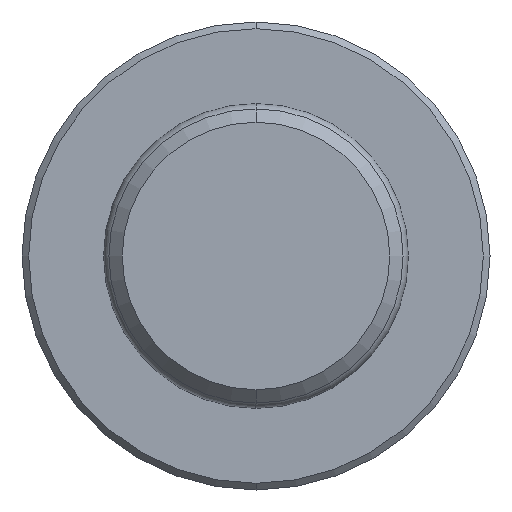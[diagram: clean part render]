
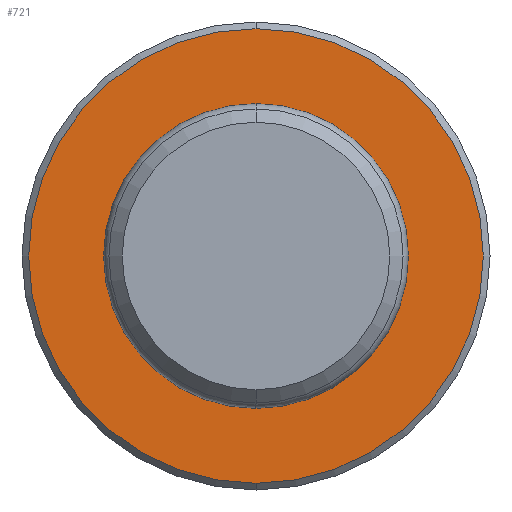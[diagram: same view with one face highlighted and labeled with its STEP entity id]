
A CAD part, front view. The second image highlights one B-rep face of the part: STEP entity #721.
In plain terms, the highlighted planar face has unit normal (0, -1, 0).
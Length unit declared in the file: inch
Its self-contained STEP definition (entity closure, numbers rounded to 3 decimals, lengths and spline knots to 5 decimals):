
#41 = VERTEX_POINT ( 'NONE', #338 ) ;
#59 = PLANE ( 'NONE',  #480 ) ;
#81 = DIRECTION ( 'NONE',  ( 0., 0., -1. ) ) ;
#98 = ORIENTED_EDGE ( 'NONE', *, *, #810, .F. ) ;
#128 = CARTESIAN_POINT ( 'NONE',  ( 0., 0.82677, 0. ) ) ;
#163 = EDGE_LOOP ( 'NONE', ( #98, #277 ) ) ;
#176 = CIRCLE ( 'NONE', #215, 0.43307 ) ;
#181 = EDGE_LOOP ( 'NONE', ( #254, #674 ) ) ;
#205 = DIRECTION ( 'NONE',  ( 0., 0., -1. ) ) ;
#206 = DIRECTION ( 'NONE',  ( 0., 0., 1. ) ) ;
#215 = AXIS2_PLACEMENT_3D ( 'NONE', #455, #865, #205 ) ;
#227 = CARTESIAN_POINT ( 'NONE',  ( 0., 0.82677, -0.43307 ) ) ;
#232 = DIRECTION ( 'NONE',  ( 0., -1., 0. ) ) ;
#233 = VERTEX_POINT ( 'NONE', #486 ) ;
#234 = DIRECTION ( 'NONE',  ( 0., -1., 0. ) ) ;
#254 = ORIENTED_EDGE ( 'NONE', *, *, #798, .T. ) ;
#260 = EDGE_CURVE ( 'NONE', #372, #333, #771, .T. ) ;
#272 = CARTESIAN_POINT ( 'NONE',  ( 0., 0.82677, 0.43307 ) ) ;
#277 = ORIENTED_EDGE ( 'NONE', *, *, #260, .F. ) ;
#299 = FACE_OUTER_BOUND ( 'NONE', #181, .T. ) ;
#333 = VERTEX_POINT ( 'NONE', #227 ) ;
#338 = CARTESIAN_POINT ( 'NONE',  ( 0., 0.82677, 0.66929 ) ) ;
#372 = VERTEX_POINT ( 'NONE', #272 ) ;
#455 = CARTESIAN_POINT ( 'NONE',  ( 0., 0.82677, 0. ) ) ;
#462 = AXIS2_PLACEMENT_3D ( 'NONE', #823, #918, #81 ) ;
#480 = AXIS2_PLACEMENT_3D ( 'NONE', #648, #515, #712 ) ;
#486 = CARTESIAN_POINT ( 'NONE',  ( 0., 0.82677, -0.66929 ) ) ;
#515 = DIRECTION ( 'NONE',  ( 0., 1., 0. ) ) ;
#594 = EDGE_CURVE ( 'NONE', #233, #41, #704, .T. ) ;
#610 = CIRCLE ( 'NONE', #782, 0.66929 ) ;
#648 = CARTESIAN_POINT ( 'NONE',  ( -0.43307, 0.82677, 0. ) ) ;
#674 = ORIENTED_EDGE ( 'NONE', *, *, #594, .T. ) ;
#696 = FACE_BOUND ( 'NONE', #163, .T. ) ;
#704 = CIRCLE ( 'NONE', #924, 0.66929 ) ;
#712 = DIRECTION ( 'NONE',  ( 0., 0., 1. ) ) ;
#721 = ADVANCED_FACE ( 'NONE', ( #299, #696 ), #59, .F. ) ;
#771 = CIRCLE ( 'NONE', #462, 0.43307 ) ;
#782 = AXIS2_PLACEMENT_3D ( 'NONE', #887, #234, #871 ) ;
#798 = EDGE_CURVE ( 'NONE', #41, #233, #610, .T. ) ;
#810 = EDGE_CURVE ( 'NONE', #333, #372, #176, .T. ) ;
#823 = CARTESIAN_POINT ( 'NONE',  ( 0., 0.82677, 0. ) ) ;
#865 = DIRECTION ( 'NONE',  ( 0., -1., 0. ) ) ;
#871 = DIRECTION ( 'NONE',  ( 0., 0., 1. ) ) ;
#887 = CARTESIAN_POINT ( 'NONE',  ( 0., 0.82677, 0. ) ) ;
#918 = DIRECTION ( 'NONE',  ( 0., -1., 0. ) ) ;
#924 = AXIS2_PLACEMENT_3D ( 'NONE', #128, #232, #206 ) ;
